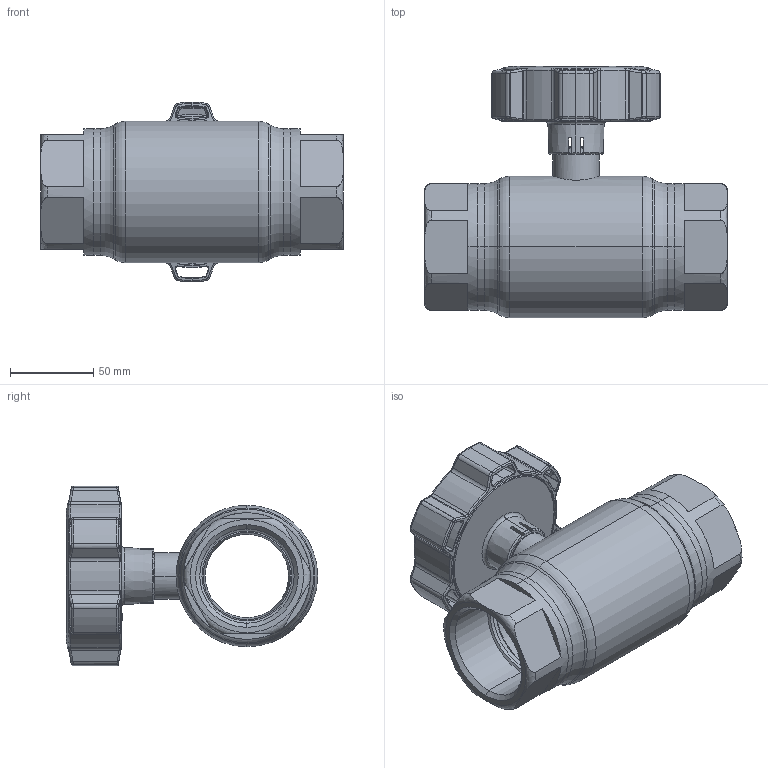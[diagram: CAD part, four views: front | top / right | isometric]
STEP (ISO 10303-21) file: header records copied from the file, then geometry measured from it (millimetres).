
FILE_DESCRIPTION (( 'STEP AP214' ), '1' );
FILE_NAME ('2050002000-0200.step', '2024-01-11T11:18:11', ( '' ), ( '' ), 'SwSTEP 2.0', 'SolidWorks 2021', '' );
FILE_SCHEMA (( 'AUTOMOTIVE_DESIGN' ));
Length unit declared in the file: millimetre
Products named in the file (1): 2050002000-0200
Bounding box: 182 x 151 x 107.98 mm (x, y, z)
Surface area: 113778.4 mm2 (no closed solid volume)
Topology: 0 solids, 13 shells, 519 faces, 1524 edges, 979 vertices
Faces by surface type: bspline 149, cylinder 117, plane 115, torus 75, cone 57, sphere 6
Entity records: 31365 total; most frequent: CARTESIAN_POINT 13326, ORIENTED_EDGE 2664, DIRECTION 2234, EDGE_CURVE 1524, VERTEX_POINT 979, AXIS2_PLACEMENT_3D 881, EDGE_LOOP 549, UNCERTAINTY_MEASURE_WITH_UNIT 521
